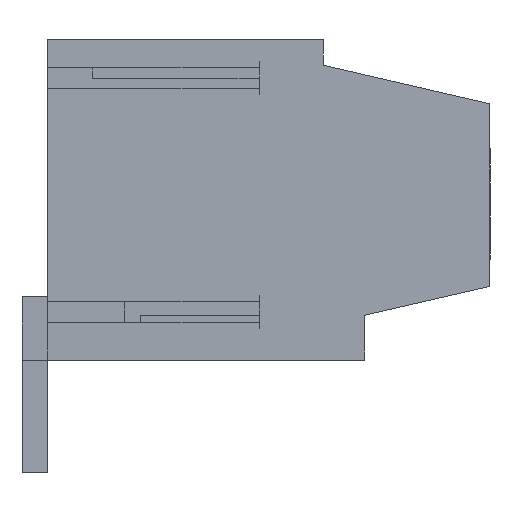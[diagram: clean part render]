
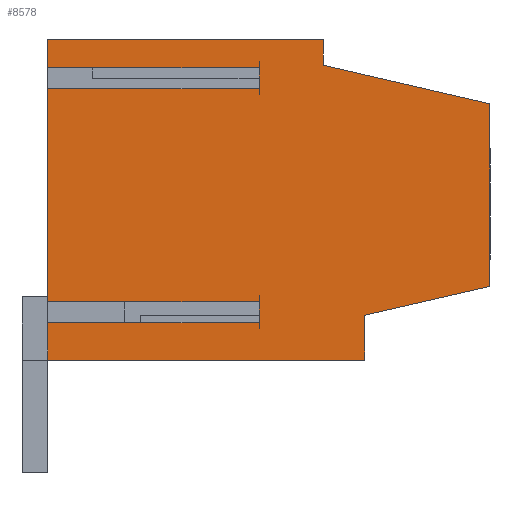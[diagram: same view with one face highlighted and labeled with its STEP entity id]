
A CAD part, left-side view. The second image highlights one B-rep face of the part: STEP entity #8578.
In plain terms, the highlighted planar face has unit normal (-1, 0, 0).
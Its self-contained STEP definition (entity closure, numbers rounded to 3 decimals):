
#8446=AXIS2_PLACEMENT_3D('Plane Axis2P3D',#8443,#8444,#8445) ;
#8443=CARTESIAN_POINT('Axis2P3D Location',(0.,14.6,0.)) ;
#8448=CARTESIAN_POINT('Line Origine',(0.,13.8,8.65)) ;
#8452=CARTESIAN_POINT('Vertex',(0.,13.8,11.975)) ;
#8454=CARTESIAN_POINT('Vertex',(0.,13.8,5.325)) ;
#8457=CARTESIAN_POINT('Line Origine',(0.,10.5,5.325)) ;
#8461=CARTESIAN_POINT('Vertex',(0.,7.2,5.325)) ;
#8464=CARTESIAN_POINT('Line Origine',(0.,7.2,5.)) ;
#8468=CARTESIAN_POINT('Vertex',(0.,7.2,4.675)) ;
#8471=CARTESIAN_POINT('Line Origine',(0.,10.5,4.675)) ;
#8475=CARTESIAN_POINT('Vertex',(0.,13.8,4.675)) ;
#8478=CARTESIAN_POINT('Line Origine',(0.,13.8,4.088)) ;
#8482=CARTESIAN_POINT('Vertex',(0.,13.8,3.5)) ;
#8485=CARTESIAN_POINT('Line Origine',(0.,8.85,3.5)) ;
#8489=CARTESIAN_POINT('Vertex',(0.,3.9,3.5)) ;
#8492=CARTESIAN_POINT('Line Origine',(0.,3.9,4.2)) ;
#8496=CARTESIAN_POINT('Vertex',(0.,3.9,4.9)) ;
#8499=CARTESIAN_POINT('Line Origine',(0.,1.95,5.35)) ;
#8503=CARTESIAN_POINT('Vertex',(0.,0.,5.8)) ;
#8506=CARTESIAN_POINT('Line Origine',(0.,0.,8.65)) ;
#8510=CARTESIAN_POINT('Vertex',(0.,0.,11.499)) ;
#8513=CARTESIAN_POINT('Line Origine',(0.,2.6,12.1)) ;
#8517=CARTESIAN_POINT('Vertex',(0.,5.2,12.7)) ;
#8520=CARTESIAN_POINT('Line Origine',(0.,5.2,13.1)) ;
#8524=CARTESIAN_POINT('Vertex',(0.,5.2,13.5)) ;
#8527=CARTESIAN_POINT('Line Origine',(0.,9.5,13.5)) ;
#8531=CARTESIAN_POINT('Vertex',(0.,13.8,13.5)) ;
#8534=CARTESIAN_POINT('Line Origine',(0.,13.8,13.062)) ;
#8538=CARTESIAN_POINT('Vertex',(0.,13.8,12.625)) ;
#8541=CARTESIAN_POINT('Line Origine',(0.,10.5,12.625)) ;
#8545=CARTESIAN_POINT('Vertex',(0.,7.2,12.625)) ;
#8548=CARTESIAN_POINT('Line Origine',(0.,7.2,12.3)) ;
#8552=CARTESIAN_POINT('Vertex',(0.,7.2,11.975)) ;
#8555=CARTESIAN_POINT('Line Origine',(0.,10.5,11.975)) ;
#8444=DIRECTION('Axis2P3D Direction',(-1.,0.,0.)) ;
#8445=DIRECTION('Axis2P3D XDirection',(0.,-1.,0.)) ;
#8449=DIRECTION('Vector Direction',(0.,0.,-1.)) ;
#8458=DIRECTION('Vector Direction',(0.,-1.,0.)) ;
#8465=DIRECTION('Vector Direction',(0.,0.,-1.)) ;
#8472=DIRECTION('Vector Direction',(0.,-1.,0.)) ;
#8479=DIRECTION('Vector Direction',(0.,0.,-1.)) ;
#8486=DIRECTION('Vector Direction',(0.,-1.,0.)) ;
#8493=DIRECTION('Vector Direction',(0.,0.,1.)) ;
#8500=DIRECTION('Vector Direction',(0.,-0.974,0.225)) ;
#8507=DIRECTION('Vector Direction',(0.,0.,1.)) ;
#8514=DIRECTION('Vector Direction',(0.,0.974,0.225)) ;
#8521=DIRECTION('Vector Direction',(0.,0.,1.)) ;
#8528=DIRECTION('Vector Direction',(0.,1.,0.)) ;
#8535=DIRECTION('Vector Direction',(0.,0.,-1.)) ;
#8542=DIRECTION('Vector Direction',(0.,-1.,0.)) ;
#8549=DIRECTION('Vector Direction',(0.,0.,-1.)) ;
#8556=DIRECTION('Vector Direction',(0.,-1.,0.)) ;
#8450=VECTOR('Line Direction',#8449,1.) ;
#8459=VECTOR('Line Direction',#8458,1.) ;
#8466=VECTOR('Line Direction',#8465,1.) ;
#8473=VECTOR('Line Direction',#8472,1.) ;
#8480=VECTOR('Line Direction',#8479,1.) ;
#8487=VECTOR('Line Direction',#8486,1.) ;
#8494=VECTOR('Line Direction',#8493,1.) ;
#8501=VECTOR('Line Direction',#8500,1.) ;
#8508=VECTOR('Line Direction',#8507,1.) ;
#8515=VECTOR('Line Direction',#8514,1.) ;
#8522=VECTOR('Line Direction',#8521,1.) ;
#8529=VECTOR('Line Direction',#8528,1.) ;
#8536=VECTOR('Line Direction',#8535,1.) ;
#8543=VECTOR('Line Direction',#8542,1.) ;
#8550=VECTOR('Line Direction',#8549,1.) ;
#8557=VECTOR('Line Direction',#8556,1.) ;
#8561=ORIENTED_EDGE('',*,*,#8456,.T.) ;
#8562=ORIENTED_EDGE('',*,*,#8463,.T.) ;
#8563=ORIENTED_EDGE('',*,*,#8470,.T.) ;
#8564=ORIENTED_EDGE('',*,*,#8477,.F.) ;
#8565=ORIENTED_EDGE('',*,*,#8484,.T.) ;
#8566=ORIENTED_EDGE('',*,*,#8491,.T.) ;
#8567=ORIENTED_EDGE('',*,*,#8498,.T.) ;
#8568=ORIENTED_EDGE('',*,*,#8505,.T.) ;
#8569=ORIENTED_EDGE('',*,*,#8512,.T.) ;
#8570=ORIENTED_EDGE('',*,*,#8519,.T.) ;
#8571=ORIENTED_EDGE('',*,*,#8526,.T.) ;
#8572=ORIENTED_EDGE('',*,*,#8533,.T.) ;
#8573=ORIENTED_EDGE('',*,*,#8540,.T.) ;
#8574=ORIENTED_EDGE('',*,*,#8547,.T.) ;
#8575=ORIENTED_EDGE('',*,*,#8554,.T.) ;
#8576=ORIENTED_EDGE('',*,*,#8559,.F.) ;
#8578=ADVANCED_FACE('HOUSING',(#8577),#8447,.T.) ;
#8456=EDGE_CURVE('',#8453,#8455,#8451,.T.) ;
#8463=EDGE_CURVE('',#8455,#8462,#8460,.T.) ;
#8470=EDGE_CURVE('',#8462,#8469,#8467,.T.) ;
#8477=EDGE_CURVE('',#8476,#8469,#8474,.T.) ;
#8484=EDGE_CURVE('',#8476,#8483,#8481,.T.) ;
#8491=EDGE_CURVE('',#8483,#8490,#8488,.T.) ;
#8498=EDGE_CURVE('',#8490,#8497,#8495,.T.) ;
#8505=EDGE_CURVE('',#8497,#8504,#8502,.T.) ;
#8512=EDGE_CURVE('',#8504,#8511,#8509,.T.) ;
#8519=EDGE_CURVE('',#8511,#8518,#8516,.T.) ;
#8526=EDGE_CURVE('',#8518,#8525,#8523,.T.) ;
#8533=EDGE_CURVE('',#8525,#8532,#8530,.T.) ;
#8540=EDGE_CURVE('',#8532,#8539,#8537,.T.) ;
#8547=EDGE_CURVE('',#8539,#8546,#8544,.T.) ;
#8554=EDGE_CURVE('',#8546,#8553,#8551,.T.) ;
#8559=EDGE_CURVE('',#8453,#8553,#8558,.T.) ;
#8560=EDGE_LOOP('',(#8561,#8562,#8563,#8564,#8565,#8566,#8567,#8568,#8569,#8570,#8571,#8572,#8573,#8574,#8575,#8576)) ;
#8577=FACE_OUTER_BOUND('',#8560,.T.) ;
#8451=LINE('Line',#8448,#8450) ;
#8460=LINE('Line',#8457,#8459) ;
#8467=LINE('Line',#8464,#8466) ;
#8474=LINE('Line',#8471,#8473) ;
#8481=LINE('Line',#8478,#8480) ;
#8488=LINE('Line',#8485,#8487) ;
#8495=LINE('Line',#8492,#8494) ;
#8502=LINE('Line',#8499,#8501) ;
#8509=LINE('Line',#8506,#8508) ;
#8516=LINE('Line',#8513,#8515) ;
#8523=LINE('Line',#8520,#8522) ;
#8530=LINE('Line',#8527,#8529) ;
#8537=LINE('Line',#8534,#8536) ;
#8544=LINE('Line',#8541,#8543) ;
#8551=LINE('Line',#8548,#8550) ;
#8558=LINE('Line',#8555,#8557) ;
#8447=PLANE('',#8446) ;
#8453=VERTEX_POINT('',#8452) ;
#8455=VERTEX_POINT('',#8454) ;
#8462=VERTEX_POINT('',#8461) ;
#8469=VERTEX_POINT('',#8468) ;
#8476=VERTEX_POINT('',#8475) ;
#8483=VERTEX_POINT('',#8482) ;
#8490=VERTEX_POINT('',#8489) ;
#8497=VERTEX_POINT('',#8496) ;
#8504=VERTEX_POINT('',#8503) ;
#8511=VERTEX_POINT('',#8510) ;
#8518=VERTEX_POINT('',#8517) ;
#8525=VERTEX_POINT('',#8524) ;
#8532=VERTEX_POINT('',#8531) ;
#8539=VERTEX_POINT('',#8538) ;
#8546=VERTEX_POINT('',#8545) ;
#8553=VERTEX_POINT('',#8552) ;
